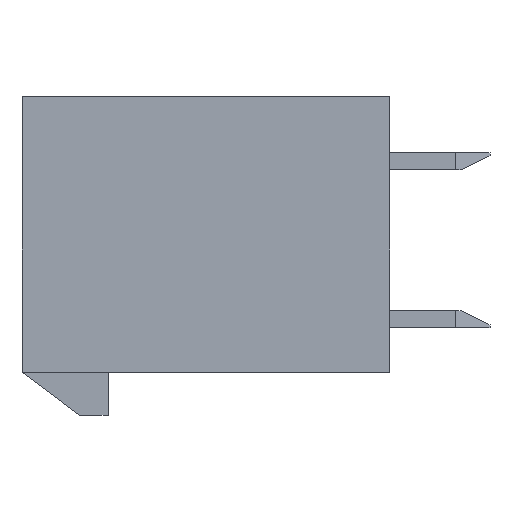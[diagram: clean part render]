
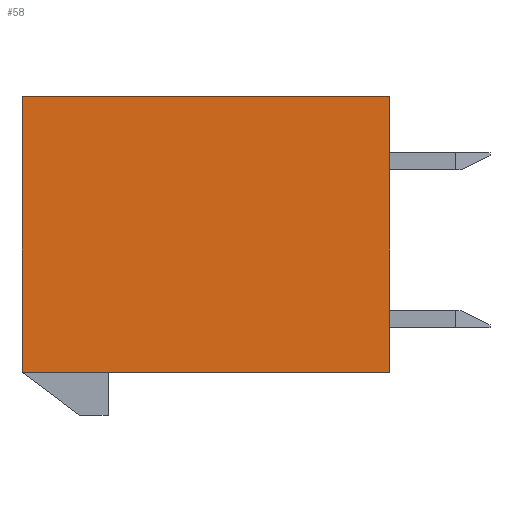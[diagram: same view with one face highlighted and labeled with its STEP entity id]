
A CAD part, left-side view. The second image highlights one B-rep face of the part: STEP entity #58.
In plain terms, the highlighted planar face has unit normal (-1, 0, 0).
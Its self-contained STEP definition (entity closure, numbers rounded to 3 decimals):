
#58=ADVANCED_FACE('',(#120),#121,.F.);
#120=FACE_OUTER_BOUND('',#242,.T.);
#121=PLANE('',#243);
#242=EDGE_LOOP('',(#369,#370,#371,#372));
#243=AXIS2_PLACEMENT_3D('',#373,#374,#375);
#369=ORIENTED_EDGE('',*,*,#822,.F.);
#370=ORIENTED_EDGE('',*,*,#823,.F.);
#371=ORIENTED_EDGE('',*,*,#824,.F.);
#372=ORIENTED_EDGE('',*,*,#825,.F.);
#373=CARTESIAN_POINT('',(-2.7,0.0,0.0));
#374=DIRECTION('',(1.0,0.0,0.0));
#375=DIRECTION('',(0.0,1.0,0.0));
#822=EDGE_CURVE('',#980,#981,#982,.T.);
#823=EDGE_CURVE('',#983,#980,#984,.T.);
#824=EDGE_CURVE('',#985,#983,#986,.T.);
#825=EDGE_CURVE('',#981,#985,#987,.T.);
#980=VERTEX_POINT('',#1218);
#981=VERTEX_POINT('',#1219);
#982=LINE('',#1220,#1221);
#983=VERTEX_POINT('',#1222);
#984=LINE('',#1223,#1224);
#985=VERTEX_POINT('',#1225);
#986=LINE('',#1226,#1227);
#987=LINE('',#1228,#1229);
#1218=CARTESIAN_POINT('',(-2.7,12.8,4.8));
#1219=CARTESIAN_POINT('',(-2.7,0.0,4.8));
#1220=CARTESIAN_POINT('',(-2.7,12.8,4.8));
#1221=VECTOR('',#1590,12.8);
#1222=CARTESIAN_POINT('',(-2.7,12.8,-4.8));
#1223=CARTESIAN_POINT('',(-2.7,12.8,-4.8));
#1224=VECTOR('',#1591,9.6);
#1225=CARTESIAN_POINT('',(-2.7,0.0,-4.8));
#1226=CARTESIAN_POINT('',(-2.7,0.0,-4.8));
#1227=VECTOR('',#1592,12.8);
#1228=CARTESIAN_POINT('',(-2.7,0.0,4.8));
#1229=VECTOR('',#1593,9.6);
#1590=DIRECTION('',(0.0,-1.0,0.0));
#1591=DIRECTION('',(0.0,0.0,1.0));
#1592=DIRECTION('',(0.0,1.0,0.0));
#1593=DIRECTION('',(0.0,0.0,-1.0));
